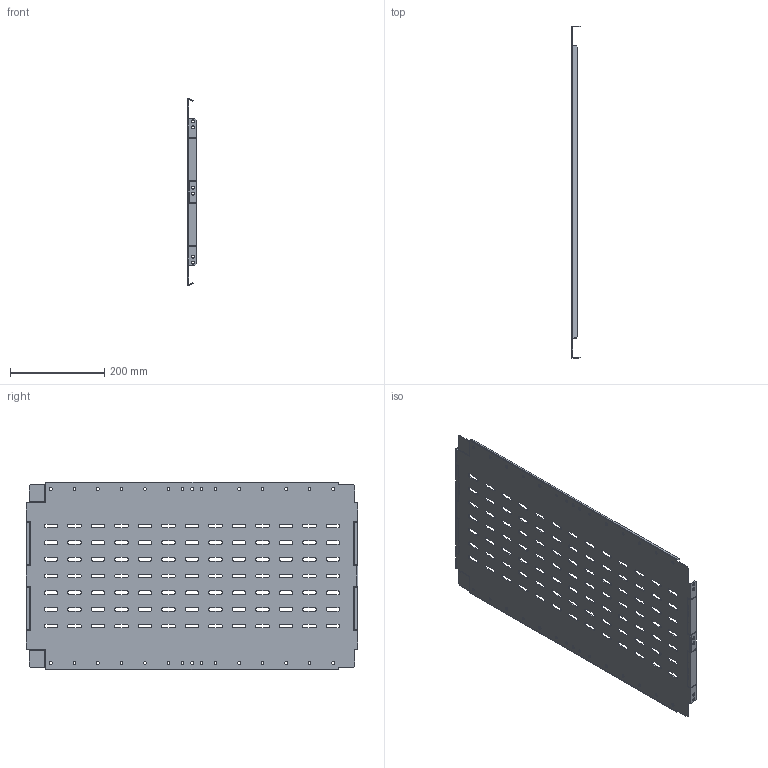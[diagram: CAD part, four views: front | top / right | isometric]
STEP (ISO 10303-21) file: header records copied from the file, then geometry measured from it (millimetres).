
FILE_DESCRIPTION (( 'STEP AP203' ), '1' );
FILE_NAME ('FO-00-SWV-040-080 FORMAT Ïåðåãîðîäêà ñåêöèîíèðîâàíèÿ âåðòèêàëüíàÿ 400õ800 IEK.STEP', '2024-07-04T12:30:08', ( '' ), ( '' ), 'SwSTEP 2.0', 'SolidWorks 2022', '' );
FILE_SCHEMA (( 'CONFIG_CONTROL_DESIGN' ));
Length unit declared in the file: millimetre
Products named in the file (1): FO-00-SWV-040-080 FORMAT Перегородка секционирования вертикальная 400х800 IEK
Bounding box: 17.5 x 705.5 x 398.93 mm (x, y, z)
Volume: 420131.3 mm3; surface area: 576128.6 mm2
Topology: 1 solids, 1 shells, 633 faces, 1937 edges, 1290 vertices
Faces by surface type: plane 366, cylinder 267
Entity records: 22418 total; most frequent: ORIENTED_EDGE 3874, CARTESIAN_POINT 3861, DIRECTION 3739, EDGE_CURVE 1937, LINE 1403, VECTOR 1403, VERTEX_POINT 1290, AXIS2_PLACEMENT_3D 1168
